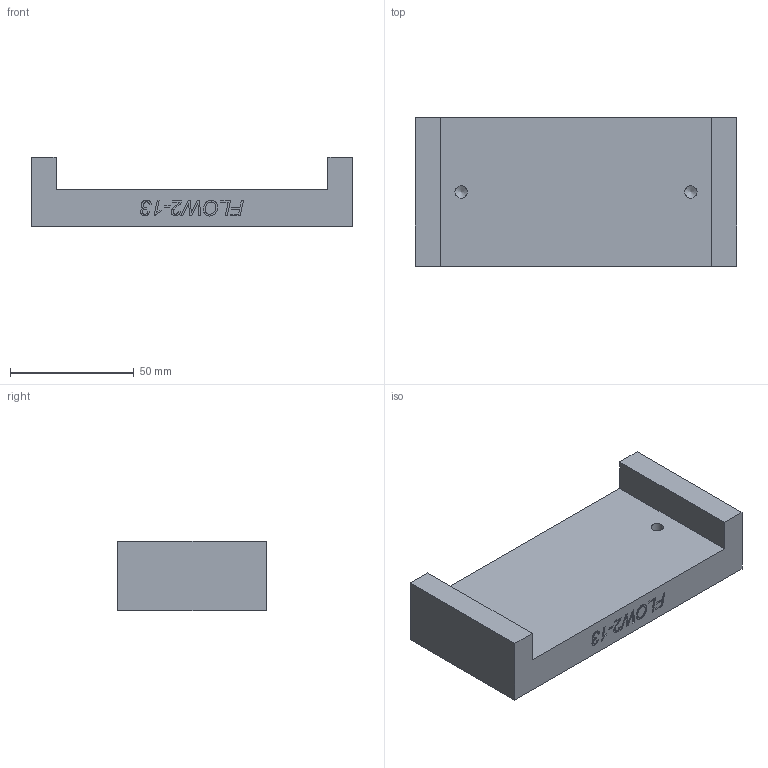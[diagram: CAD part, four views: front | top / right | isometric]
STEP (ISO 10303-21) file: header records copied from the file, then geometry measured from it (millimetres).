
FILE_DESCRIPTION(/* description */ ('Unknown'),/* implementation_level */ '2;1');
FILE_NAME(/* name */ 'flow2-13U-Basic',/* time_stamp */ '2017-07-10T13:30:44+02:00',/* author */ ('Unknown'),/* organization */ ('Unknown'),/* preprocessor_version */ 'ST-DEVELOPER v16.7',/* originating_system */ 'DEX',/* authorisation */ $);
FILE_SCHEMA (('AUTOMOTIVE_DESIGN {1 0 10303 214 3 1 1}'));
Length unit declared in the file: millimetre
Products named in the file (1): flow2-13U-Basic
Bounding box: 130 x 60 x 28.1 mm (x, y, z)
Volume: 132118.3 mm3; surface area: 25560.2 mm2
Topology: 1 solids, 1 shells, 85 faces, 220 edges, 146 vertices
Faces by surface type: plane 58, bspline 16, cylinder 7, cone 4
Full cylindrical faces by diameter (mm): 3.242 x4, 5 x2
Entity records: 3901 total; most frequent: CARTESIAN_POINT 1388, ORIENTED_EDGE 400, DIRECTION 320, EDGE_CURVE 200, LINE 156, VECTOR 156, VERTEX_POINT 142, FACE_BOUND 110
